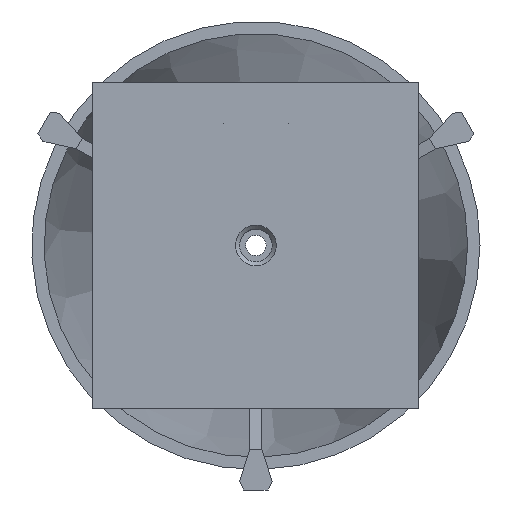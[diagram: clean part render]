
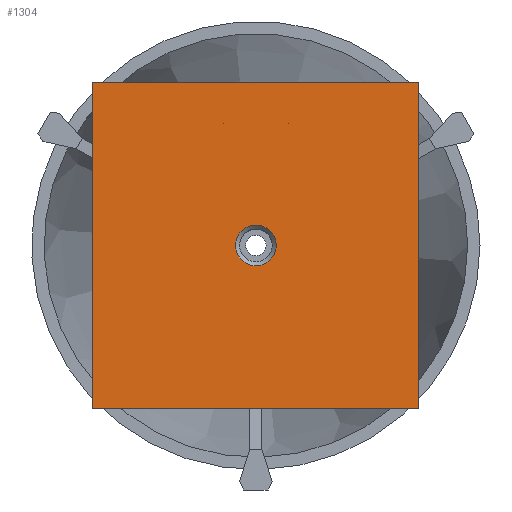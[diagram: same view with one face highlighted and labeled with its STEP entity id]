
A CAD part, front view. The second image highlights one B-rep face of the part: STEP entity #1304.
In plain terms, the highlighted planar face has unit normal (0, -1, 0).
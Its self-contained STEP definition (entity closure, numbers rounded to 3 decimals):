
#49=FACE_BOUND('',#276,.T.);
#92=CIRCLE('',#1549,5.);
#93=CIRCLE('',#1550,5.);
#193=FACE_OUTER_BOUND('',#275,.T.);
#275=EDGE_LOOP('',(#1141,#1142,#1143,#1144));
#276=EDGE_LOOP('',(#1145,#1146));
#399=LINE('',#2300,#525);
#400=LINE('',#2302,#526);
#401=LINE('',#2304,#527);
#402=LINE('',#2305,#528);
#525=VECTOR('',#1921,10.);
#526=VECTOR('',#1922,10.);
#527=VECTOR('',#1923,10.);
#528=VECTOR('',#1924,10.);
#640=VERTEX_POINT('',#2281);
#641=VERTEX_POINT('',#2283);
#646=VERTEX_POINT('',#2298);
#647=VERTEX_POINT('',#2299);
#648=VERTEX_POINT('',#2301);
#649=VERTEX_POINT('',#2303);
#807=EDGE_CURVE('',#640,#641,#92,.T.);
#808=EDGE_CURVE('',#641,#640,#93,.T.);
#815=EDGE_CURVE('',#646,#647,#399,.T.);
#816=EDGE_CURVE('',#648,#646,#400,.T.);
#817=EDGE_CURVE('',#649,#648,#401,.T.);
#818=EDGE_CURVE('',#647,#649,#402,.T.);
#1141=ORIENTED_EDGE('',*,*,#815,.F.);
#1142=ORIENTED_EDGE('',*,*,#816,.F.);
#1143=ORIENTED_EDGE('',*,*,#817,.F.);
#1144=ORIENTED_EDGE('',*,*,#818,.F.);
#1145=ORIENTED_EDGE('',*,*,#808,.F.);
#1146=ORIENTED_EDGE('',*,*,#807,.F.);
#1231=PLANE('',#1557);
#1304=ADVANCED_FACE('',(#193,#49),#1231,.T.);
#1549=AXIS2_PLACEMENT_3D('',#2284,#1902,#1903);
#1550=AXIS2_PLACEMENT_3D('',#2285,#1904,#1905);
#1557=AXIS2_PLACEMENT_3D('',#2297,#1919,#1920);
#1902=DIRECTION('center_axis',(0.,-1.,0.));
#1903=DIRECTION('ref_axis',(-0.814,0.,0.581));
#1904=DIRECTION('center_axis',(0.,-1.,0.));
#1905=DIRECTION('ref_axis',(-0.814,0.,0.581));
#1919=DIRECTION('center_axis',(0.,-1.,0.));
#1920=DIRECTION('ref_axis',(0.,0.,-1.));
#1921=DIRECTION('',(-1.,0.,0.));
#1922=DIRECTION('',(0.,0.,-1.));
#1923=DIRECTION('',(1.,0.,0.));
#1924=DIRECTION('',(0.,0.,1.));
#2281=CARTESIAN_POINT('',(4.069,0.,2.906));
#2283=CARTESIAN_POINT('',(-5.,0.,0.));
#2284=CARTESIAN_POINT('Origin',(0.,0.,0.));
#2285=CARTESIAN_POINT('Origin',(0.,0.,0.));
#2297=CARTESIAN_POINT('Origin',(-40.,0.,0.));
#2298=CARTESIAN_POINT('',(40.,0.,-40.));
#2299=CARTESIAN_POINT('',(-40.,0.,-40.));
#2300=CARTESIAN_POINT('',(40.,0.,-40.));
#2301=CARTESIAN_POINT('',(40.,0.,40.));
#2302=CARTESIAN_POINT('',(40.,0.,40.));
#2303=CARTESIAN_POINT('',(-40.,0.,40.));
#2304=CARTESIAN_POINT('',(-40.,0.,40.));
#2305=CARTESIAN_POINT('',(-40.,0.,-40.));
